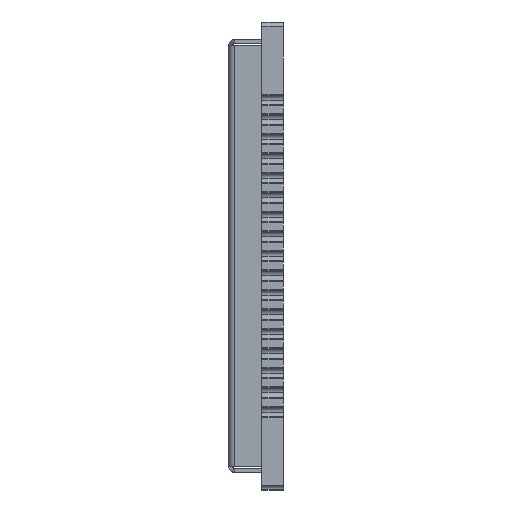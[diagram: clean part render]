
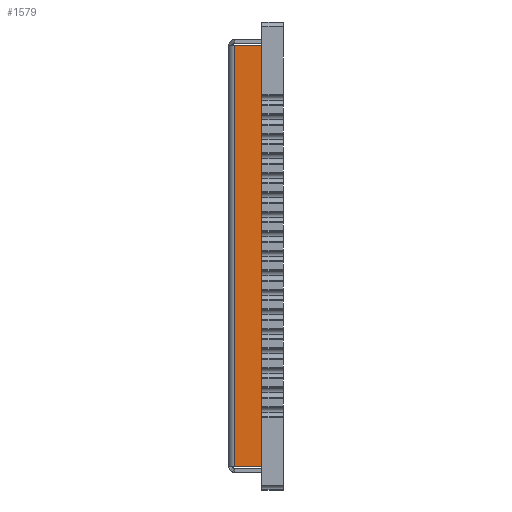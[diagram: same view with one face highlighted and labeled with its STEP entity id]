
A CAD part, left-side view. The second image highlights one B-rep face of the part: STEP entity #1579.
In plain terms, the highlighted planar face has unit normal (-1, 0, 0).
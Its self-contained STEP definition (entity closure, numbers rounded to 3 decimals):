
#688 = VERTEX_POINT ( 'NONE', #7011 ) ;
#1579 = ADVANCED_FACE ( 'NONE', ( #42121 ), #40525, .F. ) ;
#3205 = EDGE_CURVE ( 'NONE', #11430, #46200, #13836, .T. ) ;
#4897 = CARTESIAN_POINT ( 'NONE',  ( -11.1, 2.5, 11.1 ) ) ;
#5251 = CARTESIAN_POINT ( 'NONE',  ( -11.1, 0., 10.8 ) ) ;
#6810 = EDGE_CURVE ( 'NONE', #48979, #11430, #19588, .T. ) ;
#7011 = CARTESIAN_POINT ( 'NONE',  ( -11.1, 2.5, 10.8 ) ) ;
#9555 = VECTOR ( 'NONE', #17080, 1000. ) ;
#9930 = LINE ( 'NONE', #5251, #19392 ) ;
#10892 = AXIS2_PLACEMENT_3D ( 'NONE', #17923, #14281, #18090 ) ;
#11430 = VERTEX_POINT ( 'NONE', #48557 ) ;
#13836 = LINE ( 'NONE', #19498, #38641 ) ;
#14281 = DIRECTION ( 'NONE',  ( 1., 0., 0. ) ) ;
#16522 = DIRECTION ( 'NONE',  ( 0., 1., 0. ) ) ;
#17080 = DIRECTION ( 'NONE',  ( 0., 0., -1. ) ) ;
#17103 = EDGE_LOOP ( 'NONE', ( #23426, #22604, #24304, #23852 ) ) ;
#17923 = CARTESIAN_POINT ( 'NONE',  ( -11.1, 0., 0. ) ) ;
#18090 = DIRECTION ( 'NONE',  ( 0., 1., 0. ) ) ;
#19392 = VECTOR ( 'NONE', #16522, 1000. ) ;
#19498 = CARTESIAN_POINT ( 'NONE',  ( -11.1, 0., -10.8 ) ) ;
#19588 = LINE ( 'NONE', #39695, #9555 ) ;
#22604 = ORIENTED_EDGE ( 'NONE', *, *, #6810, .F. ) ;
#23426 = ORIENTED_EDGE ( 'NONE', *, *, #3205, .F. ) ;
#23852 = ORIENTED_EDGE ( 'NONE', *, *, #34880, .F. ) ;
#24304 = ORIENTED_EDGE ( 'NONE', *, *, #25573, .T. ) ;
#25573 = EDGE_CURVE ( 'NONE', #48979, #688, #9930, .T. ) ;
#29634 = CARTESIAN_POINT ( 'NONE',  ( -11.1, 1.1, 10.8 ) ) ;
#32695 = VECTOR ( 'NONE', #39432, 1000. ) ;
#34880 = EDGE_CURVE ( 'NONE', #46200, #688, #37973, .T. ) ;
#37973 = LINE ( 'NONE', #4897, #32695 ) ;
#38641 = VECTOR ( 'NONE', #42436, 1000. ) ;
#39432 = DIRECTION ( 'NONE',  ( 0., 0., 1. ) ) ;
#39695 = CARTESIAN_POINT ( 'NONE',  ( -11.1, 1.1, 11.1 ) ) ;
#40525 = PLANE ( 'NONE',  #10892 ) ;
#42121 = FACE_OUTER_BOUND ( 'NONE', #17103, .T. ) ;
#42436 = DIRECTION ( 'NONE',  ( 0., 1., 0. ) ) ;
#45741 = CARTESIAN_POINT ( 'NONE',  ( -11.1, 2.5, -10.8 ) ) ;
#46200 = VERTEX_POINT ( 'NONE', #45741 ) ;
#48557 = CARTESIAN_POINT ( 'NONE',  ( -11.1, 1.1, -10.8 ) ) ;
#48979 = VERTEX_POINT ( 'NONE', #29634 ) ;
